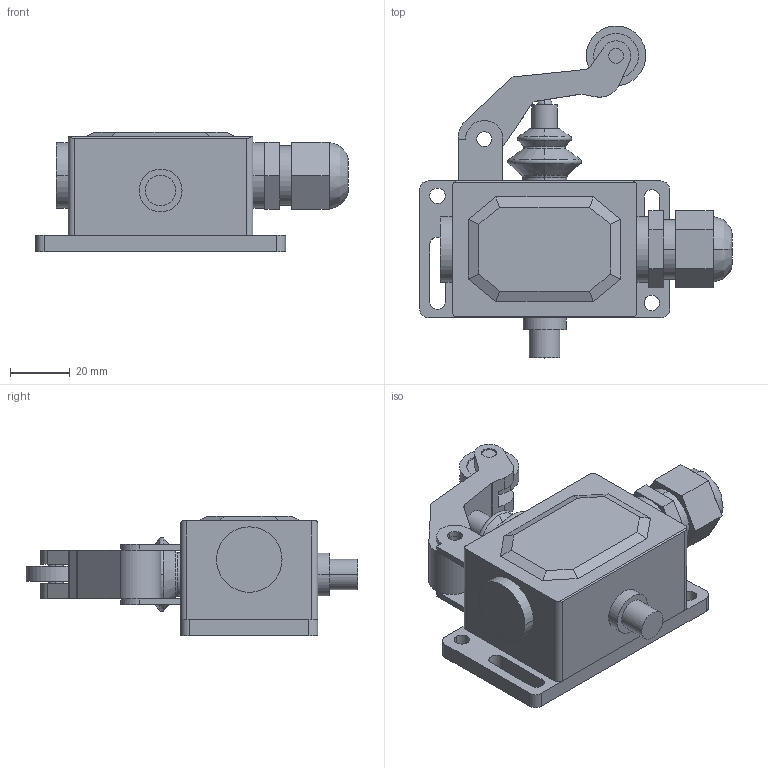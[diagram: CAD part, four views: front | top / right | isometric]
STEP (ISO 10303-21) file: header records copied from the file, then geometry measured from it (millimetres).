
FILE_DESCRIPTION((''),'2;1');
FILE_NAME('3d_PLNU1HW.stp','2012-10-03T07:59:27',(''),(''),'Mechanical Desktop 2011','Mechanical Desktop 2011',', , ');
FILE_SCHEMA(('CONFIG_CONTROL_DESIGN'));
Length unit declared in the file: millimetre
Products named in the file (1): Product
Bounding box: 105.1 x 111.5 x 40 mm (x, y, z)
Volume: 150610.2 mm3; surface area: 42782.9 mm2
Topology: 18 solids, 18 shells, 181 faces, 447 edges, 303 vertices
Faces by surface type: plane 95, cylinder 58, cone 16, bspline 4, sphere 4, torus 4
Entity records: 5756 total; most frequent: CARTESIAN_POINT 1226, DIRECTION 976, ORIENTED_EDGE 870, EDGE_CURVE 435, AXIS2_PLACEMENT_3D 365, VERTEX_POINT 293, VECTOR 246, LINE 246
